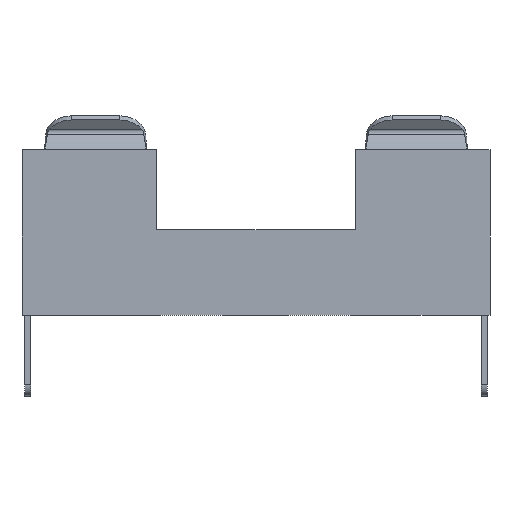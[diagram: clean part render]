
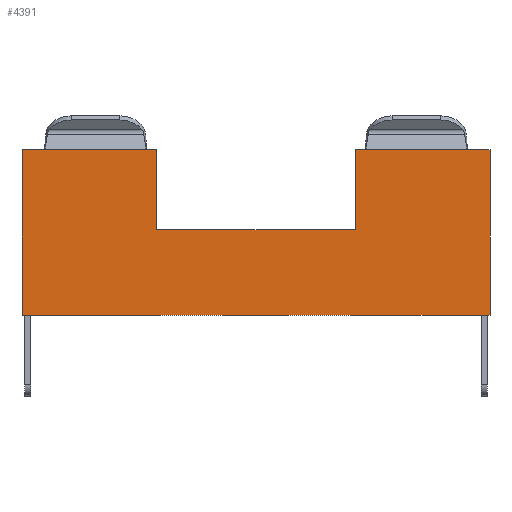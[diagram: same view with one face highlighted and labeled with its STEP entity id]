
A CAD part, left-side view. The second image highlights one B-rep face of the part: STEP entity #4391.
In plain terms, the highlighted face is planar.
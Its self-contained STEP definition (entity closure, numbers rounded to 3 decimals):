
#269=FACE_OUTER_BOUND('',#505,.T.);
#505=EDGE_LOOP('',(#2993,#2994,#2995,#2996,#2997,#2998,#2999,#3000));
#786=LINE('',#6333,#1308);
#789=LINE('',#6338,#1311);
#791=LINE('',#6342,#1313);
#806=LINE('',#6373,#1328);
#807=LINE('',#6375,#1329);
#808=LINE('',#6377,#1330);
#809=LINE('',#6379,#1331);
#810=LINE('',#6380,#1332);
#1308=VECTOR('',#5095,1.);
#1311=VECTOR('',#5100,1.);
#1313=VECTOR('',#5104,1.);
#1328=VECTOR('',#5131,1.);
#1329=VECTOR('',#5132,1.);
#1330=VECTOR('',#5133,1.);
#1331=VECTOR('',#5134,1.);
#1332=VECTOR('',#5135,1.);
#1816=VERTEX_POINT('',#6330);
#1817=VERTEX_POINT('',#6332);
#1818=VERTEX_POINT('',#6336);
#1819=VERTEX_POINT('',#6340);
#1829=VERTEX_POINT('',#6372);
#1830=VERTEX_POINT('',#6374);
#1831=VERTEX_POINT('',#6376);
#1832=VERTEX_POINT('',#6378);
#2268=EDGE_CURVE('',#1817,#1816,#786,.T.);
#2271=EDGE_CURVE('',#1816,#1818,#789,.T.);
#2273=EDGE_CURVE('',#1818,#1819,#791,.T.);
#2288=EDGE_CURVE('',#1819,#1829,#806,.T.);
#2289=EDGE_CURVE('',#1829,#1830,#807,.T.);
#2290=EDGE_CURVE('',#1830,#1831,#808,.T.);
#2291=EDGE_CURVE('',#1831,#1832,#809,.T.);
#2292=EDGE_CURVE('',#1832,#1817,#810,.T.);
#2993=ORIENTED_EDGE('',*,*,#2288,.T.);
#2994=ORIENTED_EDGE('',*,*,#2289,.T.);
#2995=ORIENTED_EDGE('',*,*,#2290,.T.);
#2996=ORIENTED_EDGE('',*,*,#2291,.T.);
#2997=ORIENTED_EDGE('',*,*,#2292,.T.);
#2998=ORIENTED_EDGE('',*,*,#2268,.T.);
#2999=ORIENTED_EDGE('',*,*,#2271,.T.);
#3000=ORIENTED_EDGE('',*,*,#2273,.T.);
#4212=PLANE('',#4676);
#4391=ADVANCED_FACE('',(#269),#4212,.T.);
#4676=AXIS2_PLACEMENT_3D('',#6371,#5129,#5130);
#5095=DIRECTION('',(0.,0.,1.));
#5100=DIRECTION('',(0.,-1.,0.));
#5104=DIRECTION('',(0.,0.,-1.));
#5129=DIRECTION('center_axis',(1.,0.,0.));
#5130=DIRECTION('ref_axis',(0.,1.,0.));
#5131=DIRECTION('',(0.,-1.,0.));
#5132=DIRECTION('',(0.,0.,1.));
#5133=DIRECTION('',(0.,-1.,0.));
#5134=DIRECTION('',(0.,0.,-1.));
#5135=DIRECTION('',(0.,1.,0.));
#6330=CARTESIAN_POINT('',(0.,23.05,8.15));
#6332=CARTESIAN_POINT('',(0.,23.05,0.));
#6333=CARTESIAN_POINT('',(0.,23.05,4.075));
#6336=CARTESIAN_POINT('',(0.,16.425,8.15));
#6338=CARTESIAN_POINT('',(0.,19.738,8.15));
#6340=CARTESIAN_POINT('',(0.,16.425,4.2));
#6342=CARTESIAN_POINT('',(0.,16.425,6.175));
#6371=CARTESIAN_POINT('Origin',(0.,0.,0.));
#6372=CARTESIAN_POINT('',(0.,6.625,4.2));
#6373=CARTESIAN_POINT('',(0.,11.525,4.2));
#6374=CARTESIAN_POINT('',(0.,6.625,8.15));
#6375=CARTESIAN_POINT('',(0.,6.625,6.175));
#6376=CARTESIAN_POINT('',(0.,0.,8.15));
#6377=CARTESIAN_POINT('',(0.,3.313,8.15));
#6378=CARTESIAN_POINT('',(0.,0.,0.));
#6379=CARTESIAN_POINT('',(0.,0.,4.075));
#6380=CARTESIAN_POINT('',(0.,11.525,0.));
